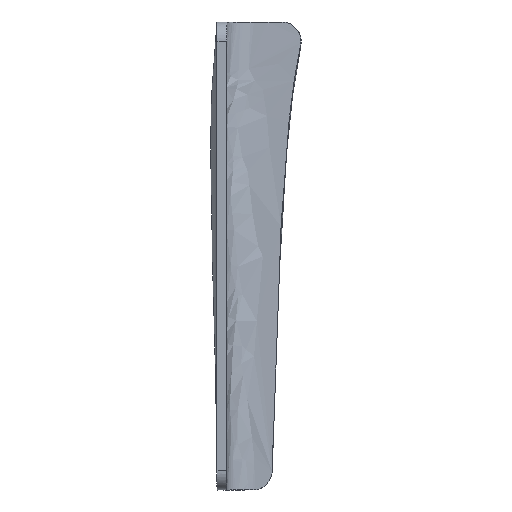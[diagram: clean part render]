
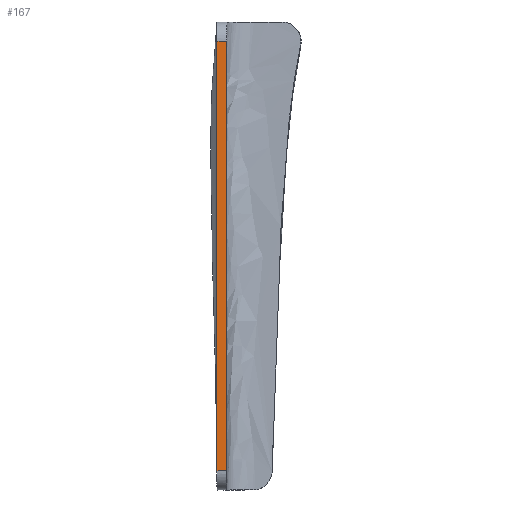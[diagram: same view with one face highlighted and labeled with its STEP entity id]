
A CAD part, front view. The second image highlights one B-rep face of the part: STEP entity #167.
In plain terms, the highlighted planar face has unit normal (0, -1, 0).
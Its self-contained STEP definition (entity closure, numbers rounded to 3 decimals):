
#20=PLANE('',#191);
#24=FACE_OUTER_BOUND('',#34,.T.);
#34=EDGE_LOOP('',(#118,#119,#120,#121));
#44=LINE('',#244,#48);
#45=LINE('',#285,#49);
#48=VECTOR('',#200,10.);
#49=VECTOR('',#203,10.);
#53=B_SPLINE_CURVE_WITH_KNOTS('',3,(#247,#248,#249,#250,#251,#252,#253,
#254,#255,#256,#257,#258,#259,#260,#261,#262,#263,#264,#265,#266,#267,#268,
#269,#270,#271,#272,#273,#274,#275,#276,#277,#278,#279,#280,#281,#282,#283),
 .UNSPECIFIED.,.F.,.F.,(4,3,3,3,3,3,3,3,3,3,3,3,4),(-4.687,-3.89,
-3.633,-3.107,-2.418,-2.386,
-1.78,-1.744,-1.218,-1.183,
-0.756,-0.318,-0.209),.UNSPECIFIED.);
#54=B_SPLINE_CURVE_WITH_KNOTS('',3,(#286,#287,#288,#289,#290,#291,#292,
#293,#294,#295,#296,#297,#298,#299,#300,#301,#302,#303,#304,#305,#306,#307,
#308,#309,#310,#311,#312,#313,#314,#315,#316,#317,#318,#319,#320,#321,#322),
 .UNSPECIFIED.,.F.,.F.,(4,3,3,3,3,3,3,3,3,3,3,3,4),(-4.214,-3.744,
-3.744,-3.1,-2.512,-2.21,
-1.756,-1.655,-1.655,-1.265,
-0.891,-0.534,-0.206),.UNSPECIFIED.);
#73=VERTEX_POINT('',#214);
#75=VERTEX_POINT('',#231);
#76=VERTEX_POINT('',#246);
#77=VERTEX_POINT('',#284);
#92=EDGE_CURVE('',#73,#75,#44,.T.);
#93=EDGE_CURVE('',#76,#75,#53,.T.);
#94=EDGE_CURVE('',#76,#77,#45,.T.);
#95=EDGE_CURVE('',#77,#73,#54,.F.);
#118=ORIENTED_EDGE('',*,*,#92,.T.);
#119=ORIENTED_EDGE('',*,*,#93,.F.);
#120=ORIENTED_EDGE('',*,*,#94,.T.);
#121=ORIENTED_EDGE('',*,*,#95,.T.);
#167=ADVANCED_FACE('',(#24),#20,.T.);
#191=AXIS2_PLACEMENT_3D('',#245,#201,#202);
#200=DIRECTION('',(-1.,0.,0.));
#201=DIRECTION('center_axis',(0.,-1.,0.));
#202=DIRECTION('ref_axis',(0.,0.,1.));
#203=DIRECTION('',(1.,0.,0.));
#214=CARTESIAN_POINT('',(-44.578,5.15,-15.088));
#231=CARTESIAN_POINT('',(-45.59,5.15,-15.088));
#244=CARTESIAN_POINT('',(-44.241,5.15,-15.088));
#245=CARTESIAN_POINT('Origin',(-45.577,5.15,-61.988));
#246=CARTESIAN_POINT('',(-45.585,5.15,-59.888));
#247=CARTESIAN_POINT('Ctrl Pts',(-45.585,5.15,-59.888));
#248=CARTESIAN_POINT('Ctrl Pts',(-45.595,5.15,-57.28));
#249=CARTESIAN_POINT('Ctrl Pts',(-45.603,5.15,-54.656));
#250=CARTESIAN_POINT('Ctrl Pts',(-45.611,5.15,-52.029));
#251=CARTESIAN_POINT('Ctrl Pts',(-45.613,5.15,-51.182));
#252=CARTESIAN_POINT('Ctrl Pts',(-45.615,5.15,-50.334));
#253=CARTESIAN_POINT('Ctrl Pts',(-45.617,5.15,-49.487));
#254=CARTESIAN_POINT('Ctrl Pts',(-45.622,5.15,-47.752));
#255=CARTESIAN_POINT('Ctrl Pts',(-45.625,5.15,-46.018));
#256=CARTESIAN_POINT('Ctrl Pts',(-45.628,5.15,-44.285));
#257=CARTESIAN_POINT('Ctrl Pts',(-45.632,5.15,-42.013));
#258=CARTESIAN_POINT('Ctrl Pts',(-45.635,5.15,-39.744));
#259=CARTESIAN_POINT('Ctrl Pts',(-45.636,5.15,-37.487));
#260=CARTESIAN_POINT('Ctrl Pts',(-45.636,5.15,-37.383));
#261=CARTESIAN_POINT('Ctrl Pts',(-45.636,5.15,-37.28));
#262=CARTESIAN_POINT('Ctrl Pts',(-45.636,5.15,-37.176));
#263=CARTESIAN_POINT('Ctrl Pts',(-45.637,5.15,-35.189));
#264=CARTESIAN_POINT('Ctrl Pts',(-45.637,5.15,-33.164));
#265=CARTESIAN_POINT('Ctrl Pts',(-45.636,5.15,-31.119));
#266=CARTESIAN_POINT('Ctrl Pts',(-45.636,5.15,-30.996));
#267=CARTESIAN_POINT('Ctrl Pts',(-45.635,5.15,-30.873));
#268=CARTESIAN_POINT('Ctrl Pts',(-45.635,5.15,-30.749));
#269=CARTESIAN_POINT('Ctrl Pts',(-45.634,5.15,-28.973));
#270=CARTESIAN_POINT('Ctrl Pts',(-45.631,5.15,-27.183));
#271=CARTESIAN_POINT('Ctrl Pts',(-45.627,5.15,-25.389));
#272=CARTESIAN_POINT('Ctrl Pts',(-45.627,5.15,-25.267));
#273=CARTESIAN_POINT('Ctrl Pts',(-45.627,5.15,-25.146));
#274=CARTESIAN_POINT('Ctrl Pts',(-45.627,5.15,-25.025));
#275=CARTESIAN_POINT('Ctrl Pts',(-45.623,5.15,-23.568));
#276=CARTESIAN_POINT('Ctrl Pts',(-45.619,5.15,-22.109));
#277=CARTESIAN_POINT('Ctrl Pts',(-45.614,5.15,-20.655));
#278=CARTESIAN_POINT('Ctrl Pts',(-45.609,5.15,-19.159));
#279=CARTESIAN_POINT('Ctrl Pts',(-45.603,5.15,-17.667));
#280=CARTESIAN_POINT('Ctrl Pts',(-45.595,5.15,-16.186));
#281=CARTESIAN_POINT('Ctrl Pts',(-45.593,5.15,-15.819));
#282=CARTESIAN_POINT('Ctrl Pts',(-45.591,5.15,-15.453));
#283=CARTESIAN_POINT('Ctrl Pts',(-45.59,5.15,-15.088));
#284=CARTESIAN_POINT('',(-44.578,5.15,-59.888));
#285=CARTESIAN_POINT('',(-44.807,5.15,-59.888));
#286=CARTESIAN_POINT('Ctrl Pts',(-44.578,5.15,-15.088));
#287=CARTESIAN_POINT('Ctrl Pts',(-44.579,5.15,-16.837));
#288=CARTESIAN_POINT('Ctrl Pts',(-44.58,5.15,-18.582));
#289=CARTESIAN_POINT('Ctrl Pts',(-44.581,5.15,-20.326));
#290=CARTESIAN_POINT('Ctrl Pts',(-44.581,5.15,-20.326));
#291=CARTESIAN_POINT('Ctrl Pts',(-44.581,5.15,-20.326));
#292=CARTESIAN_POINT('Ctrl Pts',(-44.581,5.15,-20.326));
#293=CARTESIAN_POINT('Ctrl Pts',(-44.581,5.15,-22.711));
#294=CARTESIAN_POINT('Ctrl Pts',(-44.582,5.15,-25.095));
#295=CARTESIAN_POINT('Ctrl Pts',(-44.582,5.15,-27.482));
#296=CARTESIAN_POINT('Ctrl Pts',(-44.583,5.15,-29.665));
#297=CARTESIAN_POINT('Ctrl Pts',(-44.583,5.15,-31.851));
#298=CARTESIAN_POINT('Ctrl Pts',(-44.583,5.15,-34.045));
#299=CARTESIAN_POINT('Ctrl Pts',(-44.583,5.15,-35.172));
#300=CARTESIAN_POINT('Ctrl Pts',(-44.583,5.15,-36.301));
#301=CARTESIAN_POINT('Ctrl Pts',(-44.583,5.15,-37.434));
#302=CARTESIAN_POINT('Ctrl Pts',(-44.582,5.15,-39.135));
#303=CARTESIAN_POINT('Ctrl Pts',(-44.582,5.15,-40.862));
#304=CARTESIAN_POINT('Ctrl Pts',(-44.582,5.15,-42.597));
#305=CARTESIAN_POINT('Ctrl Pts',(-44.582,5.15,-42.984));
#306=CARTESIAN_POINT('Ctrl Pts',(-44.582,5.15,-43.371));
#307=CARTESIAN_POINT('Ctrl Pts',(-44.582,5.15,-43.759));
#308=CARTESIAN_POINT('Ctrl Pts',(-44.582,5.15,-43.759));
#309=CARTESIAN_POINT('Ctrl Pts',(-44.582,5.15,-43.759));
#310=CARTESIAN_POINT('Ctrl Pts',(-44.582,5.15,-43.759));
#311=CARTESIAN_POINT('Ctrl Pts',(-44.582,5.15,-45.252));
#312=CARTESIAN_POINT('Ctrl Pts',(-44.581,5.15,-46.748));
#313=CARTESIAN_POINT('Ctrl Pts',(-44.581,5.15,-48.234));
#314=CARTESIAN_POINT('Ctrl Pts',(-44.581,5.15,-49.656));
#315=CARTESIAN_POINT('Ctrl Pts',(-44.58,5.15,-51.07));
#316=CARTESIAN_POINT('Ctrl Pts',(-44.58,5.15,-52.465));
#317=CARTESIAN_POINT('Ctrl Pts',(-44.58,5.15,-53.801));
#318=CARTESIAN_POINT('Ctrl Pts',(-44.579,5.15,-55.12));
#319=CARTESIAN_POINT('Ctrl Pts',(-44.579,5.15,-56.412));
#320=CARTESIAN_POINT('Ctrl Pts',(-44.579,5.15,-57.596));
#321=CARTESIAN_POINT('Ctrl Pts',(-44.578,5.15,-58.757));
#322=CARTESIAN_POINT('Ctrl Pts',(-44.578,5.15,-59.888));
